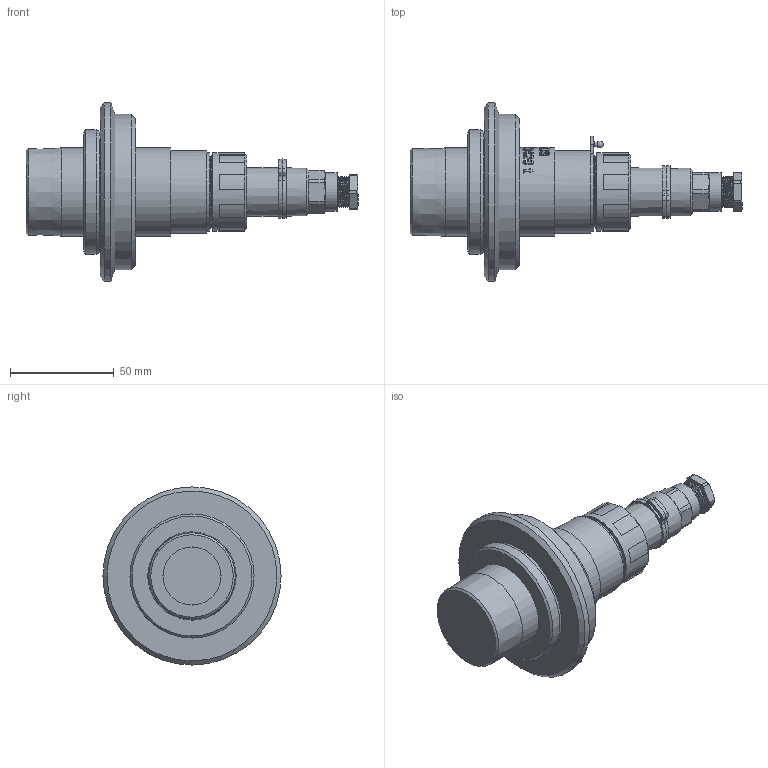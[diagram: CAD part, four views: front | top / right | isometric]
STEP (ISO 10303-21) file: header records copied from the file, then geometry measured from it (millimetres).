
FILE_DESCRIPTION(/* description */ (''),/* implementation_level */ '2;1');
FILE_NAME(/* name */ 'APZ3420t_G28_Buccaneer.step',/* time_stamp */ '2021-07-12T12:00:49+03:00',/* author */ (''),/* organization */ (''),/* preprocessor_version */ 'ST-DEVELOPER v18.1',/* originating_system */ 'Autodesk Translation Framework v10.9.0.1377',/* authorisation */ '');
FILE_SCHEMA (('AUTOMOTIVE_DESIGN { 1 0 10303 214 3 1 1 }'));
Products named in the file (10): АПЗ 3420 t -filled; Buccaneer assembly v5; Bucaneer female v5; px0736-s; px0736-s_2; Bucaneer male v11; px0735-p; px0735-p_1; Housing G28; G28
Assembly tree (9 placements, depth 5):
  АПЗ 3420 t -filled
    Buccaneer assembly v5
      Bucaneer female v5
        px0736-s
          px0736-s_2
      Bucaneer male v11
        px0735-p
          px0735-p_1
    Housing G28
    G28
Bounding box: 160.24 x 86 x 86 mm (x, y, z)
Volume: 183221.9 mm3; surface area: 78797.3 mm2
Topology: 15 solids, 19 shells, 1758 faces, 4798 edges, 3152 vertices
Faces by surface type: plane 1037, bspline 312, cylinder 249, cone 131, torus 18, sphere 11
Full cylindrical faces by diameter (mm): 2.03 x1, 2.413 x4, 2.439 x6, 2.459 x2, 2.464 x2, 2.87 x4, 3 x4, 3.3 x1, 3.302 x6, 3.734 x2, 4.1 x6, 4.19 x2, 4.47 x2, 5 x1, 5.2 x2, 7.5 x1, 8.255 x1, 9.5 x1, 9.53 x2, 9.8 x1, 11 x1, 11.445 x5, 11.938 x1, 12.09 x1, 13.157 x2, 13.5 x1, 13.716 x1, 13.741 x5, 14.021 x1, 14.884 x6
Entity records: 93874 total; most frequent: CARTESIAN_POINT 51457, ORIENTED_EDGE 9564, DIRECTION 7388, EDGE_CURVE 4782, VERTEX_POINT 3150, LINE 3016, VECTOR 3016, AXIS2_PLACEMENT_3D 2186
